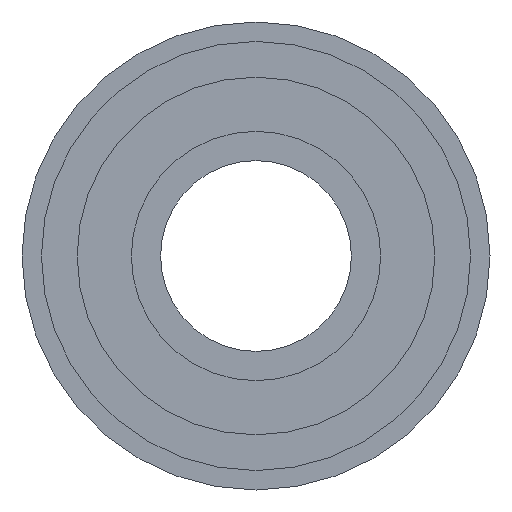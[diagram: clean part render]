
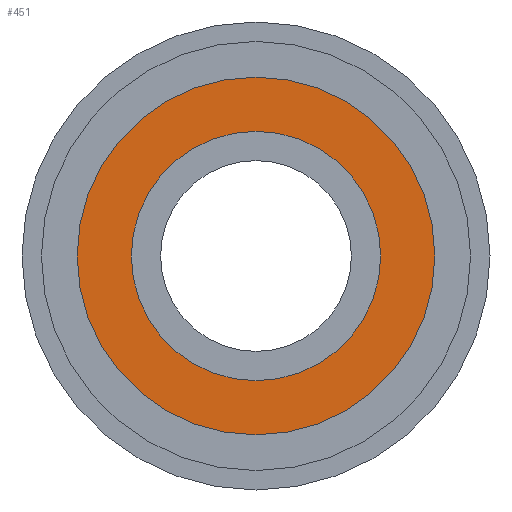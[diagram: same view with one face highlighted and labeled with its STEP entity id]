
A CAD part, front view. The second image highlights one B-rep face of the part: STEP entity #451.
In plain terms, the highlighted planar face has unit normal (0, -1, 0).
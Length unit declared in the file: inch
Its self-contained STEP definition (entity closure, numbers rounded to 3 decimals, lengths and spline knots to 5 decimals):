
#20 = CARTESIAN_POINT ( 'NONE',  ( 0., 0.015, -0.3265 ) ) ;
#30 = CIRCLE ( 'NONE', #314, 0.3265 ) ;
#55 = DIRECTION ( 'NONE',  ( 0., -1., 0. ) ) ;
#75 = FACE_OUTER_BOUND ( 'NONE', #293, .T. ) ;
#80 = VERTEX_POINT ( 'NONE', #500 ) ;
#88 = FACE_BOUND ( 'NONE', #459, .T. ) ;
#121 = DIRECTION ( 'NONE',  ( 0., -1., 0. ) ) ;
#156 = CARTESIAN_POINT ( 'NONE',  ( 0., 0.015, 0. ) ) ;
#187 = CARTESIAN_POINT ( 'NONE',  ( 0., 0.015, 0. ) ) ;
#195 = CIRCLE ( 'NONE', #282, 0.4685 ) ;
#208 = DIRECTION ( 'NONE',  ( 0., 0., -1. ) ) ;
#282 = AXIS2_PLACEMENT_3D ( 'NONE', #187, #301, #637 ) ;
#286 = DIRECTION ( 'NONE',  ( 0., -1., 0. ) ) ;
#291 = AXIS2_PLACEMENT_3D ( 'NONE', #443, #121, #488 ) ;
#293 = EDGE_LOOP ( 'NONE', ( #472, #487 ) ) ;
#301 = DIRECTION ( 'NONE',  ( 0., -1., 0. ) ) ;
#312 = EDGE_CURVE ( 'NONE', #80, #640, #511, .T. ) ;
#313 = AXIS2_PLACEMENT_3D ( 'NONE', #383, #55, #430 ) ;
#314 = AXIS2_PLACEMENT_3D ( 'NONE', #156, #518, #208 ) ;
#319 = AXIS2_PLACEMENT_3D ( 'NONE', #578, #286, #627 ) ;
#335 = ORIENTED_EDGE ( 'NONE', *, *, #491, .F. ) ;
#342 = EDGE_CURVE ( 'NONE', #652, #502, #30, .T. ) ;
#359 = CARTESIAN_POINT ( 'NONE',  ( 0., 0.015, 0.4685 ) ) ;
#383 = CARTESIAN_POINT ( 'NONE',  ( 0., 0.015, 0. ) ) ;
#396 = PLANE ( 'NONE',  #291 ) ;
#413 = CARTESIAN_POINT ( 'NONE',  ( 0., 0.015, 0.3265 ) ) ;
#430 = DIRECTION ( 'NONE',  ( 0., 0., -1. ) ) ;
#443 = CARTESIAN_POINT ( 'NONE',  ( 0., 0.015, 0. ) ) ;
#451 = ADVANCED_FACE ( 'NONE', ( #88, #75 ), #396, .T. ) ;
#459 = EDGE_LOOP ( 'NONE', ( #335, #616 ) ) ;
#472 = ORIENTED_EDGE ( 'NONE', *, *, #312, .T. ) ;
#487 = ORIENTED_EDGE ( 'NONE', *, *, #501, .T. ) ;
#488 = DIRECTION ( 'NONE',  ( 0., 0., -1. ) ) ;
#491 = EDGE_CURVE ( 'NONE', #502, #652, #625, .T. ) ;
#500 = CARTESIAN_POINT ( 'NONE',  ( 0., 0.015, -0.4685 ) ) ;
#501 = EDGE_CURVE ( 'NONE', #640, #80, #195, .T. ) ;
#502 = VERTEX_POINT ( 'NONE', #20 ) ;
#511 = CIRCLE ( 'NONE', #319, 0.4685 ) ;
#518 = DIRECTION ( 'NONE',  ( 0., -1., 0. ) ) ;
#578 = CARTESIAN_POINT ( 'NONE',  ( 0., 0.015, 0. ) ) ;
#616 = ORIENTED_EDGE ( 'NONE', *, *, #342, .F. ) ;
#625 = CIRCLE ( 'NONE', #313, 0.3265 ) ;
#627 = DIRECTION ( 'NONE',  ( 0., 0., -1. ) ) ;
#637 = DIRECTION ( 'NONE',  ( 0., 0., -1. ) ) ;
#640 = VERTEX_POINT ( 'NONE', #359 ) ;
#652 = VERTEX_POINT ( 'NONE', #413 ) ;
